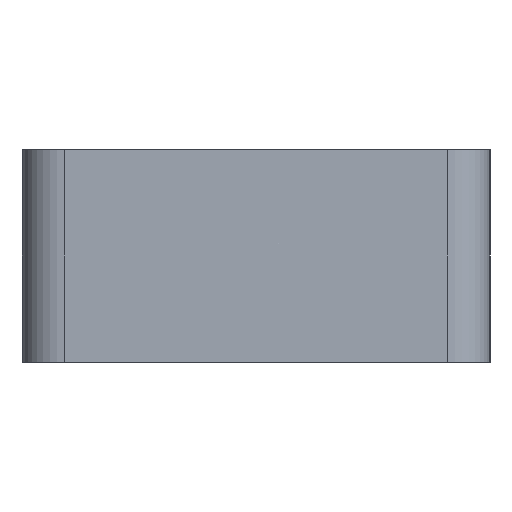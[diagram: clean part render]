
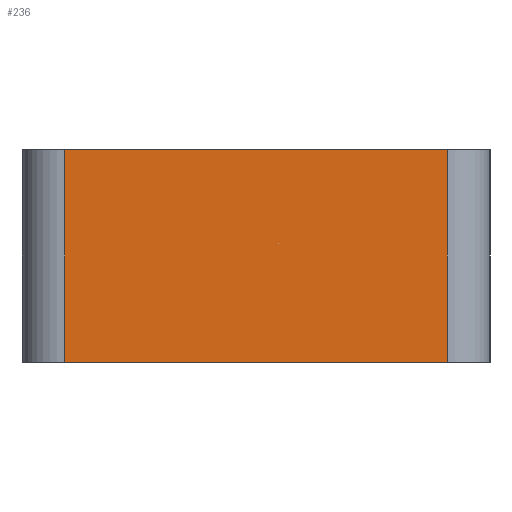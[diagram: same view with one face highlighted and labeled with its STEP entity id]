
A CAD part, left-side view. The second image highlights one B-rep face of the part: STEP entity #236.
In plain terms, the highlighted planar face has unit normal (-1, 0, 0).
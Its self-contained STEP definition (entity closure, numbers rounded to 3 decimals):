
#25=PLANE('',#284);
#36=FACE_OUTER_BOUND('',#52,.T.);
#52=EDGE_LOOP('',(#197,#198,#199,#200));
#62=LINE('',#382,#78);
#67=LINE('',#394,#83);
#70=LINE('',#407,#86);
#74=LINE('',#417,#90);
#78=VECTOR('',#315,10.);
#83=VECTOR('',#326,10.);
#86=VECTOR('',#339,10.);
#90=VECTOR('',#351,10.);
#112=VERTEX_POINT('',#379);
#113=VERTEX_POINT('',#381);
#117=VERTEX_POINT('',#393);
#121=VERTEX_POINT('',#403);
#135=EDGE_CURVE('',#112,#113,#62,.T.);
#141=EDGE_CURVE('',#117,#113,#67,.T.);
#148=EDGE_CURVE('',#117,#121,#70,.T.);
#153=EDGE_CURVE('',#121,#112,#74,.T.);
#197=ORIENTED_EDGE('',*,*,#135,.F.);
#198=ORIENTED_EDGE('',*,*,#153,.F.);
#199=ORIENTED_EDGE('',*,*,#148,.F.);
#200=ORIENTED_EDGE('',*,*,#141,.T.);
#236=ADVANCED_FACE('',(#36),#25,.T.);
#284=AXIS2_PLACEMENT_3D('',#416,#349,#350);
#315=DIRECTION('',(0.,0.,-1.));
#326=DIRECTION('',(0.,-1.,0.));
#339=DIRECTION('',(0.,0.,1.));
#349=DIRECTION('center_axis',(-1.,0.,0.));
#350=DIRECTION('ref_axis',(0.,-1.,0.));
#351=DIRECTION('',(0.,-1.,0.));
#379=CARTESIAN_POINT('',(-49.,-9.,10.));
#381=CARTESIAN_POINT('',(-49.,-9.,0.));
#382=CARTESIAN_POINT('',(-49.,-9.,0.));
#393=CARTESIAN_POINT('',(-49.,9.,0.));
#394=CARTESIAN_POINT('',(-49.,11.,0.));
#403=CARTESIAN_POINT('',(-49.,9.,10.));
#407=CARTESIAN_POINT('',(-49.,9.,0.));
#416=CARTESIAN_POINT('Origin',(-49.,11.,0.));
#417=CARTESIAN_POINT('',(-49.,11.,10.));
